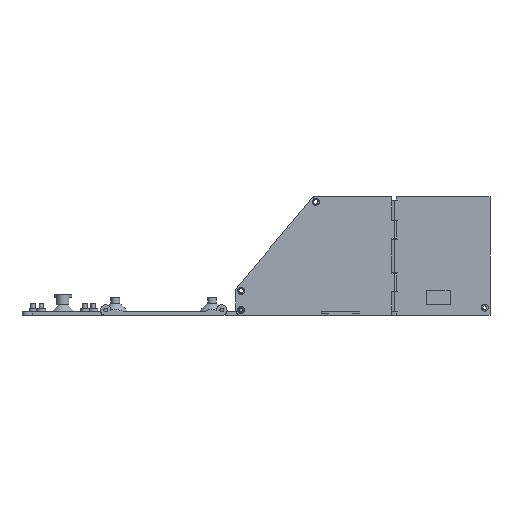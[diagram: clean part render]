
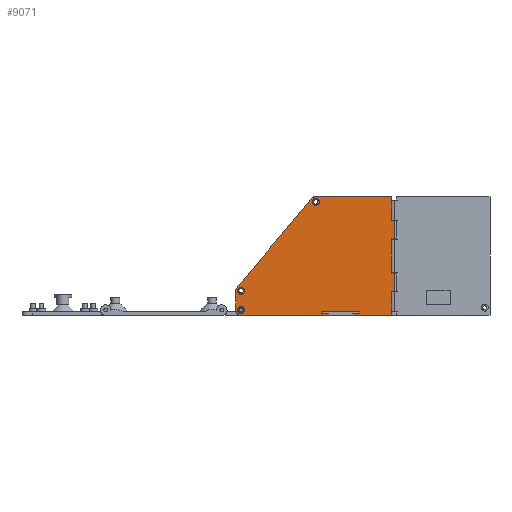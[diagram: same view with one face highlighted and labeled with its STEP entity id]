
A CAD part, left-side view. The second image highlights one B-rep face of the part: STEP entity #9071.
In plain terms, the highlighted planar face has unit normal (-1, 0, 0).
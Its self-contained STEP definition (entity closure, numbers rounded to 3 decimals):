
#273=FACE_BOUND('',#1643,.T.);
#274=FACE_BOUND('',#1644,.T.);
#275=FACE_BOUND('',#1645,.T.);
#517=PLANE('',#10122);
#999=FACE_OUTER_BOUND('',#1642,.T.);
#1642=EDGE_LOOP('',(#7630,#7631,#7632,#7633,#7634,#7635,#7636,#7637,#7638,
#7639,#7640,#7641,#7642,#7643,#7644,#7645,#7646,#7647,#7648,#7649,#7650,
#7651,#7652,#7653,#7654,#7655));
#1643=EDGE_LOOP('',(#7656));
#1644=EDGE_LOOP('',(#7657));
#1645=EDGE_LOOP('',(#7658));
#2294=LINE('',#15117,#3068);
#2297=LINE('',#15129,#3071);
#2299=LINE('',#15138,#3073);
#2301=LINE('',#15146,#3075);
#2304=LINE('',#15157,#3078);
#2305=LINE('',#15159,#3079);
#2309=LINE('',#15175,#3083);
#2312=LINE('',#15186,#3086);
#2313=LINE('',#15188,#3087);
#2316=LINE('',#15199,#3090);
#2321=LINE('',#15208,#3095);
#2322=LINE('',#15212,#3096);
#2326=LINE('',#15220,#3100);
#2329=LINE('',#15226,#3103);
#2332=LINE('',#15233,#3106);
#2336=LINE('',#15241,#3110);
#2339=LINE('',#15247,#3113);
#2357=LINE('',#15289,#3131);
#2358=LINE('',#15290,#3132);
#2359=LINE('',#15292,#3133);
#2360=LINE('',#15296,#3134);
#2361=LINE('',#15300,#3135);
#2362=LINE('',#15303,#3136);
#3068=VECTOR('',#12193,10.);
#3071=VECTOR('',#12204,10.);
#3073=VECTOR('',#12212,10.);
#3075=VECTOR('',#12218,10.);
#3078=VECTOR('',#12233,10.);
#3079=VECTOR('',#12236,10.);
#3083=VECTOR('',#12252,10.);
#3086=VECTOR('',#12267,10.);
#3087=VECTOR('',#12270,10.);
#3090=VECTOR('',#12283,10.);
#3095=VECTOR('',#12290,10.);
#3096=VECTOR('',#12293,10.);
#3100=VECTOR('',#12299,10.);
#3103=VECTOR('',#12304,10.);
#3106=VECTOR('',#12309,10.);
#3110=VECTOR('',#12315,10.);
#3113=VECTOR('',#12320,10.);
#3131=VECTOR('',#12354,10.);
#3132=VECTOR('',#12355,10.);
#3133=VECTOR('',#12356,10.);
#3134=VECTOR('',#12359,10.);
#3135=VECTOR('',#12362,10.);
#3136=VECTOR('',#12365,10.);
#3765=CIRCLE('',#10123,3.);
#3766=CIRCLE('',#10124,3.);
#3767=CIRCLE('',#10125,3.);
#3768=CIRCLE('',#10126,2.);
#3769=CIRCLE('',#10127,2.);
#3770=CIRCLE('',#10128,2.);
#4400=VERTEX_POINT('',#15114);
#4401=VERTEX_POINT('',#15116);
#4403=VERTEX_POINT('',#15122);
#4406=VERTEX_POINT('',#15127);
#4407=VERTEX_POINT('',#15131);
#4410=VERTEX_POINT('',#15136);
#4413=VERTEX_POINT('',#15143);
#4414=VERTEX_POINT('',#15145);
#4421=VERTEX_POINT('',#15172);
#4422=VERTEX_POINT('',#15174);
#4427=VERTEX_POINT('',#15198);
#4430=VERTEX_POINT('',#15205);
#4431=VERTEX_POINT('',#15210);
#4432=VERTEX_POINT('',#15211);
#4435=VERTEX_POINT('',#15219);
#4437=VERTEX_POINT('',#15225);
#4439=VERTEX_POINT('',#15231);
#4440=VERTEX_POINT('',#15232);
#4443=VERTEX_POINT('',#15240);
#4445=VERTEX_POINT('',#15246);
#4462=VERTEX_POINT('',#15291);
#4463=VERTEX_POINT('',#15293);
#4464=VERTEX_POINT('',#15295);
#4465=VERTEX_POINT('',#15297);
#4466=VERTEX_POINT('',#15299);
#4467=VERTEX_POINT('',#15301);
#4468=VERTEX_POINT('',#15304);
#4469=VERTEX_POINT('',#15306);
#4470=VERTEX_POINT('',#15308);
#5491=EDGE_CURVE('',#4400,#4401,#2294,.T.);
#5497=EDGE_CURVE('',#4406,#4403,#2297,.T.);
#5501=EDGE_CURVE('',#4410,#4407,#2299,.T.);
#5504=EDGE_CURVE('',#4413,#4414,#2301,.T.);
#5510=EDGE_CURVE('',#4413,#4401,#2304,.T.);
#5511=EDGE_CURVE('',#4414,#4406,#2305,.T.);
#5518=EDGE_CURVE('',#4421,#4422,#2309,.T.);
#5524=EDGE_CURVE('',#4403,#4421,#2312,.T.);
#5525=EDGE_CURVE('',#4422,#4410,#2313,.T.);
#5530=EDGE_CURVE('',#4427,#4407,#2316,.T.);
#5535=EDGE_CURVE('',#4430,#4427,#2321,.T.);
#5536=EDGE_CURVE('',#4431,#4432,#2322,.T.);
#5540=EDGE_CURVE('',#4432,#4435,#2326,.T.);
#5543=EDGE_CURVE('',#4435,#4437,#2329,.T.);
#5546=EDGE_CURVE('',#4439,#4440,#2332,.T.);
#5550=EDGE_CURVE('',#4440,#4443,#2336,.T.);
#5553=EDGE_CURVE('',#4443,#4445,#2339,.T.);
#5577=EDGE_CURVE('',#4445,#4431,#2357,.T.);
#5578=EDGE_CURVE('',#4437,#4430,#2358,.T.);
#5579=EDGE_CURVE('',#4400,#4462,#2359,.T.);
#5580=EDGE_CURVE('',#4462,#4463,#3765,.T.);
#5581=EDGE_CURVE('',#4463,#4464,#2360,.T.);
#5582=EDGE_CURVE('',#4464,#4465,#3766,.T.);
#5583=EDGE_CURVE('',#4465,#4466,#2361,.T.);
#5584=EDGE_CURVE('',#4466,#4467,#3767,.T.);
#5585=EDGE_CURVE('',#4467,#4439,#2362,.T.);
#5586=EDGE_CURVE('',#4468,#4468,#3768,.T.);
#5587=EDGE_CURVE('',#4469,#4469,#3769,.T.);
#5588=EDGE_CURVE('',#4470,#4470,#3770,.T.);
#7630=ORIENTED_EDGE('',*,*,#5546,.T.);
#7631=ORIENTED_EDGE('',*,*,#5550,.T.);
#7632=ORIENTED_EDGE('',*,*,#5553,.T.);
#7633=ORIENTED_EDGE('',*,*,#5577,.T.);
#7634=ORIENTED_EDGE('',*,*,#5536,.T.);
#7635=ORIENTED_EDGE('',*,*,#5540,.T.);
#7636=ORIENTED_EDGE('',*,*,#5543,.T.);
#7637=ORIENTED_EDGE('',*,*,#5578,.T.);
#7638=ORIENTED_EDGE('',*,*,#5535,.T.);
#7639=ORIENTED_EDGE('',*,*,#5530,.T.);
#7640=ORIENTED_EDGE('',*,*,#5501,.F.);
#7641=ORIENTED_EDGE('',*,*,#5525,.F.);
#7642=ORIENTED_EDGE('',*,*,#5518,.F.);
#7643=ORIENTED_EDGE('',*,*,#5524,.F.);
#7644=ORIENTED_EDGE('',*,*,#5497,.F.);
#7645=ORIENTED_EDGE('',*,*,#5511,.F.);
#7646=ORIENTED_EDGE('',*,*,#5504,.F.);
#7647=ORIENTED_EDGE('',*,*,#5510,.T.);
#7648=ORIENTED_EDGE('',*,*,#5491,.F.);
#7649=ORIENTED_EDGE('',*,*,#5579,.T.);
#7650=ORIENTED_EDGE('',*,*,#5580,.T.);
#7651=ORIENTED_EDGE('',*,*,#5581,.T.);
#7652=ORIENTED_EDGE('',*,*,#5582,.T.);
#7653=ORIENTED_EDGE('',*,*,#5583,.T.);
#7654=ORIENTED_EDGE('',*,*,#5584,.T.);
#7655=ORIENTED_EDGE('',*,*,#5585,.T.);
#7656=ORIENTED_EDGE('',*,*,#5586,.T.);
#7657=ORIENTED_EDGE('',*,*,#5587,.T.);
#7658=ORIENTED_EDGE('',*,*,#5588,.T.);
#9071=ADVANCED_FACE('',(#999,#273,#274,#275),#517,.T.);
#10122=AXIS2_PLACEMENT_3D('',#15288,#12352,#12353);
#10123=AXIS2_PLACEMENT_3D('',#15294,#12357,#12358);
#10124=AXIS2_PLACEMENT_3D('',#15298,#12360,#12361);
#10125=AXIS2_PLACEMENT_3D('',#15302,#12363,#12364);
#10126=AXIS2_PLACEMENT_3D('',#15305,#12366,#12367);
#10127=AXIS2_PLACEMENT_3D('',#15307,#12368,#12369);
#10128=AXIS2_PLACEMENT_3D('',#15309,#12370,#12371);
#12193=DIRECTION('',(0.,0.,-1.));
#12204=DIRECTION('',(0.,0.,-1.));
#12212=DIRECTION('',(0.,0.,-1.));
#12218=DIRECTION('',(0.,0.,-1.));
#12233=DIRECTION('',(0.,1.,0.));
#12236=DIRECTION('',(0.,1.,0.));
#12252=DIRECTION('',(0.,0.,-1.));
#12267=DIRECTION('',(0.,-1.,0.));
#12270=DIRECTION('',(0.,1.,0.));
#12283=DIRECTION('',(0.,-1.,0.));
#12290=DIRECTION('',(0.,0.,-1.));
#12293=DIRECTION('',(0.,0.,-1.));
#12299=DIRECTION('',(0.,1.,0.));
#12304=DIRECTION('',(0.,0.,-1.));
#12309=DIRECTION('',(0.,0.,1.));
#12315=DIRECTION('',(0.,1.,0.));
#12320=DIRECTION('',(0.,0.,1.));
#12352=DIRECTION('center_axis',(-1.,0.,0.));
#12353=DIRECTION('ref_axis',(0.,-1.,0.));
#12354=DIRECTION('',(0.,-1.,0.));
#12355=DIRECTION('',(0.,-1.,0.));
#12356=DIRECTION('',(0.,1.,0.));
#12357=DIRECTION('center_axis',(-1.,0.,0.));
#12358=DIRECTION('ref_axis',(0.,0.,1.));
#12359=DIRECTION('',(0.,0.643,-0.766));
#12360=DIRECTION('center_axis',(-1.,0.,0.));
#12361=DIRECTION('ref_axis',(0.,0.766,0.643));
#12362=DIRECTION('',(0.,0.,-1.));
#12363=DIRECTION('center_axis',(-1.,0.,0.));
#12364=DIRECTION('ref_axis',(0.,1.,0.));
#12365=DIRECTION('',(0.,-1.,0.));
#12366=DIRECTION('center_axis',(1.,0.,0.));
#12367=DIRECTION('ref_axis',(0.,-1.,0.));
#12368=DIRECTION('center_axis',(1.,0.,0.));
#12369=DIRECTION('ref_axis',(0.,-1.,0.));
#12370=DIRECTION('center_axis',(1.,0.,0.));
#12371=DIRECTION('ref_axis',(0.,-1.,0.));
#15114=CARTESIAN_POINT('',(-54.5,-85.75,64.559));
#15116=CARTESIAN_POINT('',(-54.5,-85.75,50.923));
#15117=CARTESIAN_POINT('',(-54.5,-85.75,-467.21));
#15122=CARTESIAN_POINT('',(-54.5,-85.75,20.896));
#15127=CARTESIAN_POINT('',(-54.5,-85.75,40.663));
#15129=CARTESIAN_POINT('',(-54.5,-85.75,-467.21));
#15131=CARTESIAN_POINT('',(-54.5,-85.75,-3.));
#15136=CARTESIAN_POINT('',(-54.5,-85.75,10.636));
#15138=CARTESIAN_POINT('',(-54.5,-85.75,-467.21));
#15143=CARTESIAN_POINT('',(-54.5,-87.,50.923));
#15145=CARTESIAN_POINT('',(-54.5,-87.,40.663));
#15146=CARTESIAN_POINT('',(-54.5,-87.,45.793));
#15157=CARTESIAN_POINT('',(-54.5,-81.,50.923));
#15159=CARTESIAN_POINT('',(-54.5,-81.5,40.663));
#15172=CARTESIAN_POINT('',(-54.5,-87.,20.896));
#15174=CARTESIAN_POINT('',(-54.5,-87.,10.636));
#15175=CARTESIAN_POINT('',(-54.5,-87.,15.766));
#15186=CARTESIAN_POINT('',(-54.5,-81.,20.896));
#15188=CARTESIAN_POINT('',(-54.5,-81.5,10.636));
#15198=CARTESIAN_POINT('',(-54.5,-72.,-3.));
#15199=CARTESIAN_POINT('',(-54.5,-84.,-3.));
#15205=CARTESIAN_POINT('',(-54.5,-72.,-3.));
#15208=CARTESIAN_POINT('',(-54.5,-72.,64.559));
#15210=CARTESIAN_POINT('',(-54.5,-67.175,-1.));
#15211=CARTESIAN_POINT('',(-54.5,-67.175,-2.));
#15212=CARTESIAN_POINT('',(-54.5,-67.175,14.39));
#15219=CARTESIAN_POINT('',(-54.5,-64.175,-2.));
#15220=CARTESIAN_POINT('',(-54.5,-49.337,-2.));
#15225=CARTESIAN_POINT('',(-54.5,-64.175,-3.));
#15226=CARTESIAN_POINT('',(-54.5,-64.175,13.89));
#15231=CARTESIAN_POINT('',(-54.5,-48.675,-3.));
#15232=CARTESIAN_POINT('',(-54.5,-48.675,-2.));
#15233=CARTESIAN_POINT('',(-54.5,-48.675,14.39));
#15240=CARTESIAN_POINT('',(-54.5,-45.675,-2.));
#15241=CARTESIAN_POINT('',(-54.5,-40.087,-2.));
#15246=CARTESIAN_POINT('',(-54.5,-45.675,-1.));
#15247=CARTESIAN_POINT('',(-54.5,-45.675,14.89));
#15288=CARTESIAN_POINT('Origin',(-54.5,-34.5,30.779));
#15289=CARTESIAN_POINT('',(-54.5,-50.837,-1.));
#15290=CARTESIAN_POINT('',(-54.5,-46.425,-3.));
#15291=CARTESIAN_POINT('',(-54.5,-42.424,64.559));
#15292=CARTESIAN_POINT('',(-54.5,-84.,64.559));
#15293=CARTESIAN_POINT('',(-54.5,-40.126,63.487));
#15294=CARTESIAN_POINT('Origin',(-54.5,-42.424,61.559));
#15295=CARTESIAN_POINT('',(-54.5,2.298,12.928));
#15296=CARTESIAN_POINT('',(-54.5,2.298,12.928));
#15297=CARTESIAN_POINT('',(-54.5,3.,11.));
#15298=CARTESIAN_POINT('Origin',(-54.5,0.,11.));
#15299=CARTESIAN_POINT('',(-54.5,3.,0.));
#15300=CARTESIAN_POINT('',(-54.5,3.,9.75));
#15301=CARTESIAN_POINT('',(-54.5,0.,-3.));
#15302=CARTESIAN_POINT('Origin',(-54.5,0.,0.));
#15303=CARTESIAN_POINT('',(-54.5,-46.425,-3.));
#15304=CARTESIAN_POINT('',(-54.5,-40.424,61.559));
#15305=CARTESIAN_POINT('Origin',(-54.5,-42.424,61.559));
#15306=CARTESIAN_POINT('',(-54.5,2.,0.));
#15307=CARTESIAN_POINT('Origin',(-54.5,0.,0.));
#15308=CARTESIAN_POINT('',(-54.5,2.,11.));
#15309=CARTESIAN_POINT('Origin',(-54.5,0.,11.));
